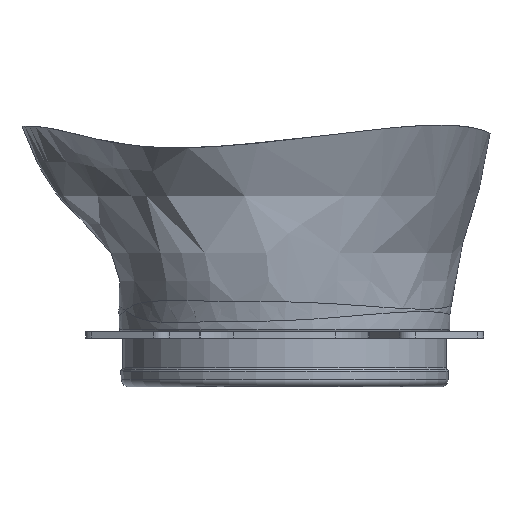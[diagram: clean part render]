
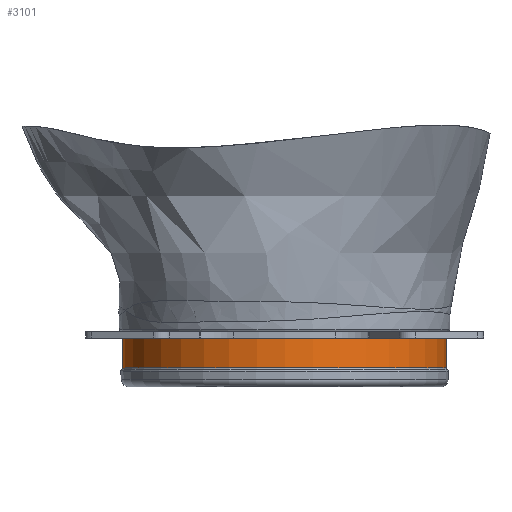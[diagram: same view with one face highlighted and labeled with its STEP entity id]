
A CAD part, left-side view. The second image highlights one B-rep face of the part: STEP entity #3101.
In plain terms, the highlighted cylindrical face has radius 42.441 mm (diameter 84.883 mm), a full revolution.
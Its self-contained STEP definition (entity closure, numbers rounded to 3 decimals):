
#349=FACE_OUTER_BOUND('',#534,.T.);
#534=EDGE_LOOP('',(#2807,#2808,#2809,#2810));
#794=LINE('',#5719,#1035);
#1035=VECTOR('',#4346,42.441);
#1200=CIRCLE('',#3455,42.441);
#1201=CIRCLE('',#3457,42.441);
#1494=VERTEX_POINT('',#5713);
#1495=VERTEX_POINT('',#5717);
#1934=EDGE_CURVE('',#1494,#1494,#1200,.T.);
#1935=EDGE_CURVE('',#1495,#1495,#1201,.T.);
#1936=EDGE_CURVE('',#1495,#1494,#794,.T.);
#2807=ORIENTED_EDGE('',*,*,#1935,.T.);
#2808=ORIENTED_EDGE('',*,*,#1936,.T.);
#2809=ORIENTED_EDGE('',*,*,#1934,.F.);
#2810=ORIENTED_EDGE('',*,*,#1936,.F.);
#2949=CYLINDRICAL_SURFACE('',#3456,42.441);
#3101=ADVANCED_FACE('',(#349),#2949,.T.);
#3455=AXIS2_PLACEMENT_3D('',#5715,#4340,#4341);
#3456=AXIS2_PLACEMENT_3D('',#5716,#4342,#4343);
#3457=AXIS2_PLACEMENT_3D('',#5718,#4344,#4345);
#4340=DIRECTION('center_axis',(0.,0.,-1.));
#4341=DIRECTION('ref_axis',(-1.,0.,0.));
#4342=DIRECTION('center_axis',(0.,0.,-1.));
#4343=DIRECTION('ref_axis',(-1.,0.,0.));
#4344=DIRECTION('center_axis',(0.,0.,-1.));
#4345=DIRECTION('ref_axis',(-1.,0.,0.));
#4346=DIRECTION('',(0.,0.,-1.));
#5713=CARTESIAN_POINT('',(42.441,0.,-15.));
#5715=CARTESIAN_POINT('Origin',(0.,0.,
-15.));
#5716=CARTESIAN_POINT('Origin',(0.,0.,-10.5));
#5717=CARTESIAN_POINT('',(42.441,0.,-6.));
#5718=CARTESIAN_POINT('Origin',(0.,0.,
-6.));
#5719=CARTESIAN_POINT('',(42.441,0.,-10.5));
